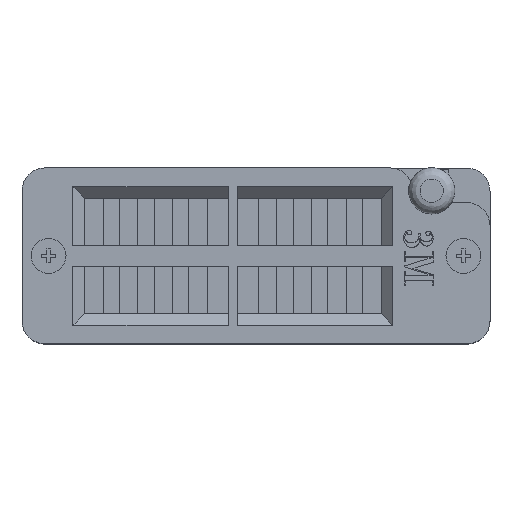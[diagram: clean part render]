
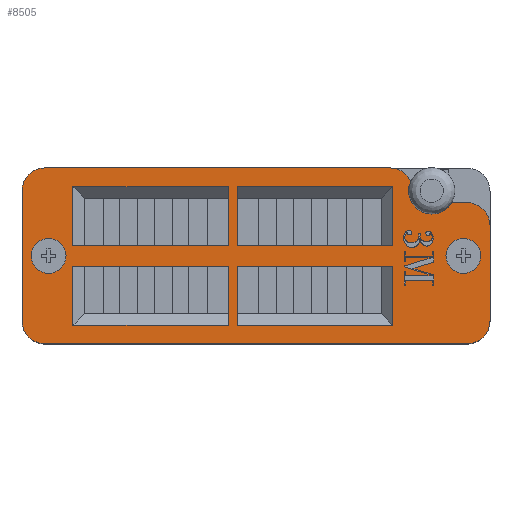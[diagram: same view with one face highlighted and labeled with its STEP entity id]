
A CAD part, top view. The second image highlights one B-rep face of the part: STEP entity #8505.
In plain terms, the highlighted planar face has unit normal (0, 0, 1).
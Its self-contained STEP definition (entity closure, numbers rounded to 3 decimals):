
#199=FACE_BOUND('',#903,.T.);
#200=FACE_BOUND('',#904,.T.);
#201=FACE_BOUND('',#905,.T.);
#202=FACE_BOUND('',#906,.T.);
#203=FACE_BOUND('',#907,.T.);
#204=FACE_BOUND('',#908,.T.);
#259=CIRCLE('',#9310,2.);
#260=CIRCLE('',#9311,2.);
#261=CIRCLE('',#9312,2.);
#262=CIRCLE('',#9313,2.);
#263=CIRCLE('',#9314,2.);
#264=CIRCLE('',#9315,1.5);
#265=CIRCLE('',#9316,1.5);
#266=CIRCLE('',#9317,1.5);
#267=CIRCLE('',#9318,1.5);
#405=FACE_OUTER_BOUND('',#902,.T.);
#902=EDGE_LOOP('',(#5527,#5528,#5529,#5530,#5531,#5532,#5533,#5534,#5535,
#5536,#5537));
#903=EDGE_LOOP('',(#5538,#5539,#5540,#5541));
#904=EDGE_LOOP('',(#5542,#5543));
#905=EDGE_LOOP('',(#5544,#5545));
#906=EDGE_LOOP('',(#5546,#5547,#5548,#5549));
#907=EDGE_LOOP('',(#5550,#5551,#5552,#5553));
#908=EDGE_LOOP('',(#5554,#5555,#5556,#5557));
#1446=LINE('',#12272,#2436);
#1452=LINE('',#12283,#2442);
#1453=LINE('',#12289,#2443);
#1454=LINE('',#12293,#2444);
#1455=LINE('',#12297,#2445);
#1456=LINE('',#12301,#2446);
#1457=LINE('',#12305,#2447);
#1458=LINE('',#12306,#2448);
#1459=LINE('',#12309,#2449);
#1460=LINE('',#12311,#2450);
#1461=LINE('',#12313,#2451);
#1462=LINE('',#12314,#2452);
#1463=LINE('',#12325,#2453);
#1464=LINE('',#12327,#2454);
#1465=LINE('',#12329,#2455);
#1466=LINE('',#12330,#2456);
#1467=LINE('',#12333,#2457);
#1468=LINE('',#12335,#2458);
#1469=LINE('',#12337,#2459);
#1470=LINE('',#12338,#2460);
#1471=LINE('',#12340,#2461);
#1472=LINE('',#12341,#2462);
#2436=VECTOR('',#10123,10.);
#2442=VECTOR('',#10131,10.);
#2443=VECTOR('',#10136,10.);
#2444=VECTOR('',#10139,10.);
#2445=VECTOR('',#10142,10.);
#2446=VECTOR('',#10145,10.);
#2447=VECTOR('',#10148,10.);
#2448=VECTOR('',#10149,10.);
#2449=VECTOR('',#10150,10.);
#2450=VECTOR('',#10151,10.);
#2451=VECTOR('',#10152,10.);
#2452=VECTOR('',#10153,10.);
#2453=VECTOR('',#10162,10.);
#2454=VECTOR('',#10163,10.);
#2455=VECTOR('',#10164,10.);
#2456=VECTOR('',#10165,10.);
#2457=VECTOR('',#10166,10.);
#2458=VECTOR('',#10167,10.);
#2459=VECTOR('',#10168,10.);
#2460=VECTOR('',#10169,10.);
#2461=VECTOR('',#10170,10.);
#2462=VECTOR('',#10171,10.);
#3428=VERTEX_POINT('',#12270);
#3429=VERTEX_POINT('',#12271);
#3433=VERTEX_POINT('',#12281);
#3434=VERTEX_POINT('',#12285);
#3435=VERTEX_POINT('',#12286);
#3436=VERTEX_POINT('',#12288);
#3437=VERTEX_POINT('',#12290);
#3438=VERTEX_POINT('',#12292);
#3439=VERTEX_POINT('',#12294);
#3440=VERTEX_POINT('',#12296);
#3441=VERTEX_POINT('',#12298);
#3442=VERTEX_POINT('',#12300);
#3443=VERTEX_POINT('',#12302);
#3444=VERTEX_POINT('',#12304);
#3445=VERTEX_POINT('',#12307);
#3446=VERTEX_POINT('',#12308);
#3447=VERTEX_POINT('',#12310);
#3448=VERTEX_POINT('',#12312);
#3449=VERTEX_POINT('',#12315);
#3450=VERTEX_POINT('',#12316);
#3451=VERTEX_POINT('',#12319);
#3452=VERTEX_POINT('',#12320);
#3453=VERTEX_POINT('',#12323);
#3454=VERTEX_POINT('',#12324);
#3455=VERTEX_POINT('',#12326);
#3456=VERTEX_POINT('',#12328);
#3457=VERTEX_POINT('',#12331);
#3458=VERTEX_POINT('',#12332);
#3459=VERTEX_POINT('',#12334);
#3460=VERTEX_POINT('',#12336);
#3461=VERTEX_POINT('',#12339);
#4244=EDGE_CURVE('',#3428,#3429,#1446,.T.);
#4250=EDGE_CURVE('',#3433,#3428,#1452,.T.);
#4251=EDGE_CURVE('',#3434,#3435,#259,.T.);
#4252=EDGE_CURVE('',#3434,#3436,#1453,.T.);
#4253=EDGE_CURVE('',#3436,#3437,#260,.T.);
#4254=EDGE_CURVE('',#3437,#3438,#1454,.T.);
#4255=EDGE_CURVE('',#3438,#3439,#261,.T.);
#4256=EDGE_CURVE('',#3439,#3440,#1455,.T.);
#4257=EDGE_CURVE('',#3440,#3441,#262,.T.);
#4258=EDGE_CURVE('',#3441,#3442,#1456,.T.);
#4259=EDGE_CURVE('',#3443,#3442,#263,.T.);
#4260=EDGE_CURVE('',#3443,#3444,#1457,.T.);
#4261=EDGE_CURVE('',#3444,#3435,#1458,.T.);
#4262=EDGE_CURVE('',#3445,#3446,#1459,.T.);
#4263=EDGE_CURVE('',#3446,#3447,#1460,.T.);
#4264=EDGE_CURVE('',#3448,#3447,#1461,.T.);
#4265=EDGE_CURVE('',#3445,#3448,#1462,.T.);
#4266=EDGE_CURVE('',#3449,#3450,#264,.T.);
#4267=EDGE_CURVE('',#3450,#3449,#265,.T.);
#4268=EDGE_CURVE('',#3451,#3452,#266,.T.);
#4269=EDGE_CURVE('',#3452,#3451,#267,.T.);
#4270=EDGE_CURVE('',#3453,#3454,#1463,.T.);
#4271=EDGE_CURVE('',#3455,#3454,#1464,.T.);
#4272=EDGE_CURVE('',#3456,#3455,#1465,.T.);
#4273=EDGE_CURVE('',#3456,#3453,#1466,.T.);
#4274=EDGE_CURVE('',#3457,#3458,#1467,.T.);
#4275=EDGE_CURVE('',#3458,#3459,#1468,.T.);
#4276=EDGE_CURVE('',#3460,#3459,#1469,.T.);
#4277=EDGE_CURVE('',#3457,#3460,#1470,.T.);
#4278=EDGE_CURVE('',#3461,#3429,#1471,.T.);
#4279=EDGE_CURVE('',#3433,#3461,#1472,.T.);
#5527=ORIENTED_EDGE('',*,*,#4251,.F.);
#5528=ORIENTED_EDGE('',*,*,#4252,.T.);
#5529=ORIENTED_EDGE('',*,*,#4253,.T.);
#5530=ORIENTED_EDGE('',*,*,#4254,.T.);
#5531=ORIENTED_EDGE('',*,*,#4255,.T.);
#5532=ORIENTED_EDGE('',*,*,#4256,.T.);
#5533=ORIENTED_EDGE('',*,*,#4257,.T.);
#5534=ORIENTED_EDGE('',*,*,#4258,.T.);
#5535=ORIENTED_EDGE('',*,*,#4259,.F.);
#5536=ORIENTED_EDGE('',*,*,#4260,.T.);
#5537=ORIENTED_EDGE('',*,*,#4261,.T.);
#5538=ORIENTED_EDGE('',*,*,#4262,.T.);
#5539=ORIENTED_EDGE('',*,*,#4263,.T.);
#5540=ORIENTED_EDGE('',*,*,#4264,.F.);
#5541=ORIENTED_EDGE('',*,*,#4265,.F.);
#5542=ORIENTED_EDGE('',*,*,#4266,.T.);
#5543=ORIENTED_EDGE('',*,*,#4267,.T.);
#5544=ORIENTED_EDGE('',*,*,#4268,.T.);
#5545=ORIENTED_EDGE('',*,*,#4269,.T.);
#5546=ORIENTED_EDGE('',*,*,#4270,.T.);
#5547=ORIENTED_EDGE('',*,*,#4271,.F.);
#5548=ORIENTED_EDGE('',*,*,#4272,.F.);
#5549=ORIENTED_EDGE('',*,*,#4273,.T.);
#5550=ORIENTED_EDGE('',*,*,#4274,.T.);
#5551=ORIENTED_EDGE('',*,*,#4275,.T.);
#5552=ORIENTED_EDGE('',*,*,#4276,.F.);
#5553=ORIENTED_EDGE('',*,*,#4277,.F.);
#5554=ORIENTED_EDGE('',*,*,#4278,.T.);
#5555=ORIENTED_EDGE('',*,*,#4244,.F.);
#5556=ORIENTED_EDGE('',*,*,#4250,.F.);
#5557=ORIENTED_EDGE('',*,*,#4279,.T.);
#7532=PLANE('',#9309);
#8505=ADVANCED_FACE('',(#405,#199,#200,#201,#202,#203,#204),#7532,.T.);
#9309=AXIS2_PLACEMENT_3D('',#12284,#10132,#10133);
#9310=AXIS2_PLACEMENT_3D('',#12287,#10134,#10135);
#9311=AXIS2_PLACEMENT_3D('',#12291,#10137,#10138);
#9312=AXIS2_PLACEMENT_3D('',#12295,#10140,#10141);
#9313=AXIS2_PLACEMENT_3D('',#12299,#10143,#10144);
#9314=AXIS2_PLACEMENT_3D('',#12303,#10146,#10147);
#9315=AXIS2_PLACEMENT_3D('',#12317,#10154,#10155);
#9316=AXIS2_PLACEMENT_3D('',#12318,#10156,#10157);
#9317=AXIS2_PLACEMENT_3D('',#12321,#10158,#10159);
#9318=AXIS2_PLACEMENT_3D('',#12322,#10160,#10161);
#10123=DIRECTION('',(0.,1.,0.));
#10131=DIRECTION('',(1.,0.,0.));
#10132=DIRECTION('center_axis',(0.,0.,1.));
#10133=DIRECTION('ref_axis',(1.,0.,0.));
#10134=DIRECTION('center_axis',(0.,0.,-1.));
#10135=DIRECTION('ref_axis',(-0.707,-0.707,0.));
#10136=DIRECTION('',(1.,0.,0.));
#10137=DIRECTION('center_axis',(0.,0.,1.));
#10138=DIRECTION('ref_axis',(0.,-1.,0.));
#10139=DIRECTION('',(0.,1.,0.));
#10140=DIRECTION('center_axis',(0.,0.,1.));
#10141=DIRECTION('ref_axis',(1.,0.,0.));
#10142=DIRECTION('',(-1.,0.,0.));
#10143=DIRECTION('center_axis',(0.,0.,1.));
#10144=DIRECTION('ref_axis',(0.,1.,0.));
#10145=DIRECTION('',(0.,-1.,0.));
#10146=DIRECTION('center_axis',(0.,0.,-1.));
#10147=DIRECTION('ref_axis',(-0.707,-0.707,0.));
#10148=DIRECTION('',(1.,0.,0.));
#10149=DIRECTION('',(0.,-1.,0.));
#10150=DIRECTION('',(1.,0.,0.));
#10151=DIRECTION('',(0.,-1.,0.));
#10152=DIRECTION('',(1.,0.,0.));
#10153=DIRECTION('',(0.,-1.,0.));
#10154=DIRECTION('center_axis',(0.,0.,-1.));
#10155=DIRECTION('ref_axis',(1.,0.,0.));
#10156=DIRECTION('center_axis',(0.,0.,-1.));
#10157=DIRECTION('ref_axis',(1.,0.,0.));
#10158=DIRECTION('center_axis',(0.,0.,-1.));
#10159=DIRECTION('ref_axis',(1.,0.,0.));
#10160=DIRECTION('center_axis',(0.,0.,-1.));
#10161=DIRECTION('ref_axis',(1.,0.,0.));
#10162=DIRECTION('',(-1.,0.,0.));
#10163=DIRECTION('',(0.,-1.,0.));
#10164=DIRECTION('',(-1.,0.,0.));
#10165=DIRECTION('',(0.,-1.,0.));
#10166=DIRECTION('',(-1.,0.,0.));
#10167=DIRECTION('',(0.,1.,0.));
#10168=DIRECTION('',(-1.,0.,0.));
#10169=DIRECTION('',(0.,1.,0.));
#10170=DIRECTION('',(1.,0.,0.));
#10171=DIRECTION('',(0.,1.,0.));
#12270=CARTESIAN_POINT('',(15.804,-5.982,12.79));
#12271=CARTESIAN_POINT('',(15.804,-0.882,12.79));
#12272=CARTESIAN_POINT('',(15.804,-0.441,12.79));
#12281=CARTESIAN_POINT('',(2.404,-5.982,12.79));
#12283=CARTESIAN_POINT('',(7.402,-5.982,12.79));
#12284=CARTESIAN_POINT('Origin',(0.,0.,12.79));
#12285=CARTESIAN_POINT('',(-11.531,-7.6,12.79));
#12286=CARTESIAN_POINT('',(-13.531,-5.6,12.79));
#12287=CARTESIAN_POINT('Origin',(-11.531,-5.6,12.79));
#12288=CARTESIAN_POINT('',(18.2,-7.6,12.79));
#12289=CARTESIAN_POINT('',(-18.2,-7.6,12.79));
#12290=CARTESIAN_POINT('',(20.2,-5.6,12.79));
#12291=CARTESIAN_POINT('Origin',(18.2,-5.6,12.79));
#12292=CARTESIAN_POINT('',(20.2,5.6,12.79));
#12293=CARTESIAN_POINT('',(20.2,-5.6,12.79));
#12294=CARTESIAN_POINT('',(18.2,7.6,12.79));
#12295=CARTESIAN_POINT('Origin',(18.2,5.6,12.79));
#12296=CARTESIAN_POINT('',(-18.2,7.6,12.79));
#12297=CARTESIAN_POINT('',(18.2,7.6,12.79));
#12298=CARTESIAN_POINT('',(-20.2,5.6,12.79));
#12299=CARTESIAN_POINT('Origin',(-18.2,5.6,12.79));
#12300=CARTESIAN_POINT('',(-20.2,-2.6,12.79));
#12301=CARTESIAN_POINT('',(-20.2,5.6,12.79));
#12302=CARTESIAN_POINT('',(-18.2,-4.6,12.79));
#12303=CARTESIAN_POINT('Origin',(-18.2,-2.6,12.79));
#12304=CARTESIAN_POINT('',(-13.531,-4.6,12.79));
#12305=CARTESIAN_POINT('',(-8.433,-4.6,12.79));
#12306=CARTESIAN_POINT('',(-13.531,-3.8,12.79));
#12307=CARTESIAN_POINT('',(-11.804,-0.882,12.79));
#12308=CARTESIAN_POINT('',(1.596,-0.882,12.79));
#12309=CARTESIAN_POINT('',(0.798,-0.882,12.79));
#12310=CARTESIAN_POINT('',(1.596,-5.982,12.79));
#12311=CARTESIAN_POINT('',(1.596,-2.491,12.79));
#12312=CARTESIAN_POINT('',(-11.804,-5.982,12.79));
#12313=CARTESIAN_POINT('',(-5.402,-5.982,12.79));
#12314=CARTESIAN_POINT('',(-11.804,-0.441,12.79));
#12315=CARTESIAN_POINT('',(19.4,0.,12.79));
#12316=CARTESIAN_POINT('',(16.4,0.,12.79));
#12317=CARTESIAN_POINT('Origin',(17.9,0.,12.79));
#12318=CARTESIAN_POINT('Origin',(17.9,0.,12.79));
#12319=CARTESIAN_POINT('',(-16.4,0.,12.79));
#12320=CARTESIAN_POINT('',(-19.4,0.,12.79));
#12321=CARTESIAN_POINT('Origin',(-17.9,0.,12.79));
#12322=CARTESIAN_POINT('Origin',(-17.9,0.,12.79));
#12323=CARTESIAN_POINT('',(1.596,0.882,12.79));
#12324=CARTESIAN_POINT('',(-11.804,0.882,12.79));
#12325=CARTESIAN_POINT('',(0.798,0.882,12.79));
#12326=CARTESIAN_POINT('',(-11.804,5.982,12.79));
#12327=CARTESIAN_POINT('',(-11.804,0.441,12.79));
#12328=CARTESIAN_POINT('',(1.596,5.982,12.79));
#12329=CARTESIAN_POINT('',(-5.402,5.982,12.79));
#12330=CARTESIAN_POINT('',(1.596,2.491,12.79));
#12331=CARTESIAN_POINT('',(15.804,0.882,12.79));
#12332=CARTESIAN_POINT('',(2.404,0.882,12.79));
#12333=CARTESIAN_POINT('',(1.202,0.882,12.79));
#12334=CARTESIAN_POINT('',(2.404,5.982,12.79));
#12335=CARTESIAN_POINT('',(2.404,2.491,12.79));
#12336=CARTESIAN_POINT('',(15.804,5.982,12.79));
#12337=CARTESIAN_POINT('',(7.402,5.982,12.79));
#12338=CARTESIAN_POINT('',(15.804,0.441,12.79));
#12339=CARTESIAN_POINT('',(2.404,-0.882,12.79));
#12340=CARTESIAN_POINT('',(1.202,-0.882,12.79));
#12341=CARTESIAN_POINT('',(2.404,-2.491,12.79));
